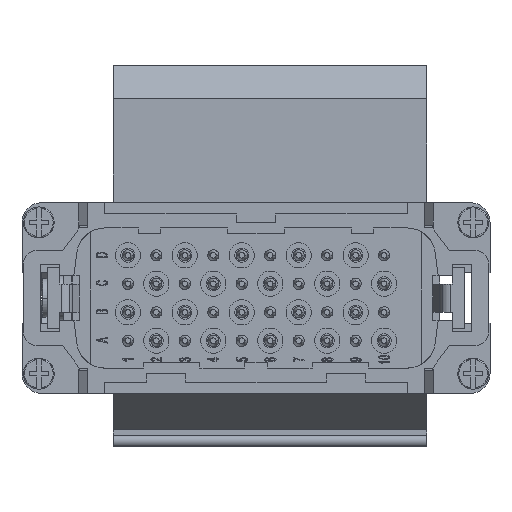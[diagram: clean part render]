
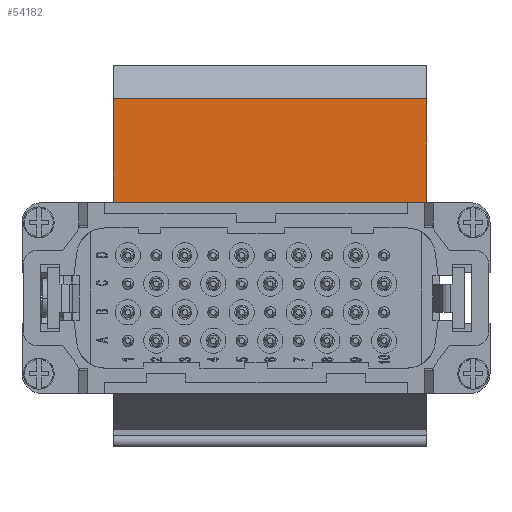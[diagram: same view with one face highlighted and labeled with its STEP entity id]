
A CAD part, front view. The second image highlights one B-rep face of the part: STEP entity #54182.
In plain terms, the highlighted planar face has unit normal (0, -1, 0).
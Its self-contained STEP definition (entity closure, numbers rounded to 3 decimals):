
#43613=CARTESIAN_POINT('',(-25.5,43.0,15.5));
#43614=VERTEX_POINT('',#43613);
#43621=CARTESIAN_POINT('',(-25.5,43.,35.572));
#43622=VERTEX_POINT('',#43621);
#43623=CARTESIAN_POINT('',(-25.5,43.,35.572));
#43624=DIRECTION('',(0.0,0.0,-1.0));
#43625=VECTOR('',#43624,20.072);
#43626=LINE('',#43623,#43625);
#43627=EDGE_CURVE('',#43622,#43614,#43626,.T.);
#53909=CARTESIAN_POINT('',(30.5,43.,14.));
#53910=VERTEX_POINT('',#53909);
#53917=CARTESIAN_POINT('',(25.5,43.,14.));
#53918=VERTEX_POINT('',#53917);
#53919=CARTESIAN_POINT('',(25.5,43.,14.));
#53920=DIRECTION('',(1.0,0.0,0.0));
#53921=VECTOR('',#53920,5.0);
#53922=LINE('',#53919,#53921);
#53923=EDGE_CURVE('',#53918,#53910,#53922,.T.);
#53975=CARTESIAN_POINT('',(30.5,43.,35.572));
#53976=VERTEX_POINT('',#53975);
#53983=CARTESIAN_POINT('',(30.5,43.,14.));
#53984=DIRECTION('',(0.0,0.0,1.0));
#53985=VECTOR('',#53984,21.572);
#53986=LINE('',#53983,#53985);
#53987=EDGE_CURVE('',#53910,#53976,#53986,.T.);
#54007=CARTESIAN_POINT('',(-25.5,43.,35.572));
#54008=DIRECTION('',(1.0,0.0,0.0));
#54009=VECTOR('',#54008,56.);
#54010=LINE('',#54007,#54009);
#54011=EDGE_CURVE('',#43622,#53976,#54010,.T.);
#54157=CARTESIAN_POINT('',(-25.5,43.0,-26.5));
#54158=DIRECTION('',(0.0,-1.0,0.0));
#54159=DIRECTION('',(0.0,0.0,-1.0));
#54160=AXIS2_PLACEMENT_3D('',#54157,#54158,#54159);
#54161=PLANE('',#54160);
#54162=ORIENTED_EDGE('',*,*,#53923,.T.);
#54163=ORIENTED_EDGE('',*,*,#53987,.T.);
#54164=ORIENTED_EDGE('',*,*,#54011,.F.);
#54165=ORIENTED_EDGE('',*,*,#43627,.T.);
#54166=CARTESIAN_POINT('',(25.5,43.0,15.5));
#54167=VERTEX_POINT('',#54166);
#54168=CARTESIAN_POINT('',(-25.5,43.0,15.5));
#54169=DIRECTION('',(1.0,0.0,0.0));
#54170=VECTOR('',#54169,51.);
#54171=LINE('',#54168,#54170);
#54172=EDGE_CURVE('',#43614,#54167,#54171,.T.);
#54173=ORIENTED_EDGE('',*,*,#54172,.T.);
#54174=CARTESIAN_POINT('',(25.5,43.0,15.5));
#54175=DIRECTION('',(0.0,0.0,-1.0));
#54176=VECTOR('',#54175,1.5);
#54177=LINE('',#54174,#54176);
#54178=EDGE_CURVE('',#54167,#53918,#54177,.T.);
#54179=ORIENTED_EDGE('',*,*,#54178,.T.);
#54180=EDGE_LOOP('',(#54162,#54163,#54164,#54165,#54173,#54179));
#54181=FACE_OUTER_BOUND('',#54180,.T.);
#54182=ADVANCED_FACE('',(#54181),#54161,.T.);
